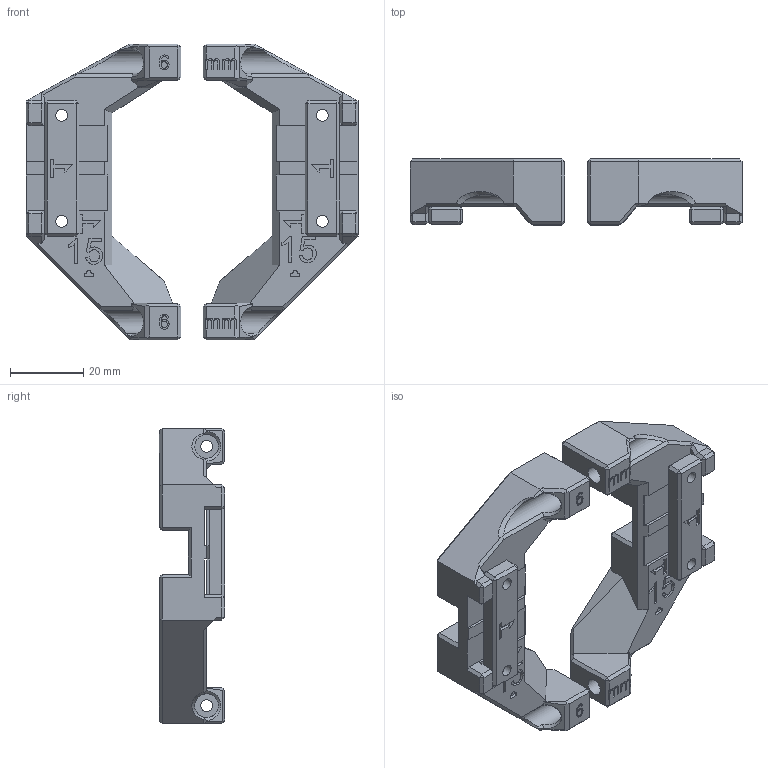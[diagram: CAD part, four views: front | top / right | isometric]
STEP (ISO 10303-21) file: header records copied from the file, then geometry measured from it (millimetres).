
FILE_DESCRIPTION(/* description */ (''),/* implementation_level */ '2;1');
FILE_NAME(/* name */ 'Belt helper v5.step',/* time_stamp */ '2024-02-02T00:40:53+01:00',/* author */ (''),/* organization */ (''),/* preprocessor_version */ 'ST-DEVELOPER v20',/* originating_system */ 'Autodesk Translation Framework v12.20.1.177',/* authorisation */ '');
FILE_SCHEMA (('AUTOMOTIVE_DESIGN { 1 0 10303 214 3 1 1 }'));
Length unit declared in the file: millimetre
Products named in the file (5): Belt helper; belt helper_1; Component25; belt helper(Mirror); Component25(Mirror)
Assembly tree (4 placements, depth 3):
  Belt helper
    belt helper_1
      Component25
    belt helper(Mirror)
      Component25(Mirror)
Bounding box: 90.88 x 18 x 81 mm (x, y, z)
Volume: 44581.1 mm3; surface area: 18897.8 mm2
Topology: 4 solids, 4 shells, 768 faces, 1970 edges, 1240 vertices
Faces by surface type: plane 570, bspline 168, cylinder 26, cone 4
Full cylindrical faces by diameter (mm): 3.2 x6, 4.7 x6, 6.5 x8
Entity records: 25219 total; most frequent: CARTESIAN_POINT 7714, ORIENTED_EDGE 3940, DIRECTION 2876, EDGE_CURVE 1970, LINE 1546, VECTOR 1546, VERTEX_POINT 1240, EDGE_LOOP 822
